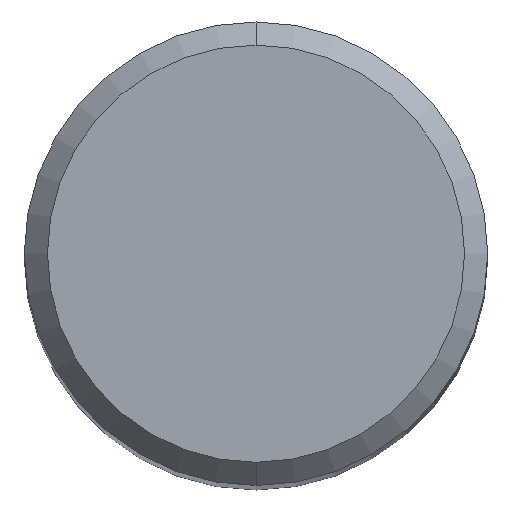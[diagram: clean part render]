
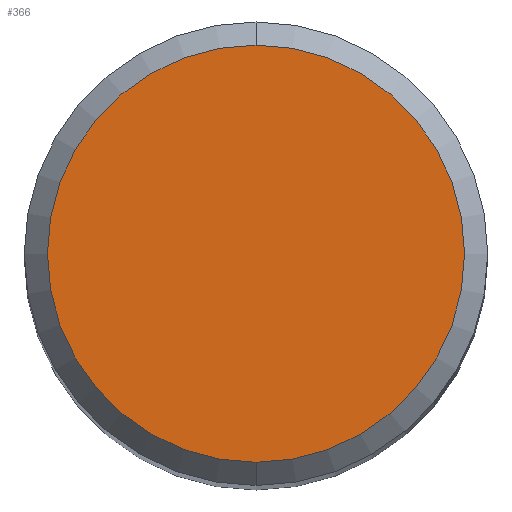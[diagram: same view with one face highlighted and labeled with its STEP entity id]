
A CAD part, top view. The second image highlights one B-rep face of the part: STEP entity #366.
In plain terms, the highlighted planar face has unit normal (0, 0, 1).
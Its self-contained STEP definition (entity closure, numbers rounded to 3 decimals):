
#314=EDGE_CURVE('',#820,#698,#880,.T.);
#328=EDGE_CURVE('',#698,#820,#895,.T.);
#366=ADVANCED_FACE('',(#935),#936,.T.);
#698=VERTEX_POINT('',#1299);
#820=VERTEX_POINT('',#1434);
#880=CIRCLE('',#1538,4.5);
#895=CIRCLE('',#1558,4.5);
#935=FACE_OUTER_BOUND('',#2313,.T.);
#936=PLANE('',#2314);
#1299=CARTESIAN_POINT('',(0.0,4.5,0.0));
#1434=CARTESIAN_POINT('',(0.,-4.5,0.0));
#1538=AXIS2_PLACEMENT_3D('',#6048,#6049,#6050);
#1558=AXIS2_PLACEMENT_3D('',#6065,#6066,#6067);
#2313=EDGE_LOOP('',(#6102,#6103));
#2314=AXIS2_PLACEMENT_3D('',#6104,#6105,#6106);
#6048=CARTESIAN_POINT('',(0.0,0.0,0.0));
#6049=DIRECTION('',(0.0,0.0,-1.0));
#6050=DIRECTION('',(0.0,1.0,0.0));
#6065=CARTESIAN_POINT('',(0.0,0.0,0.0));
#6066=DIRECTION('',(0.0,0.0,-1.0));
#6067=DIRECTION('',(0.0,1.0,0.0));
#6102=ORIENTED_EDGE('',*,*,#328,.F.);
#6103=ORIENTED_EDGE('',*,*,#314,.F.);
#6104=CARTESIAN_POINT('',(0.0,2.25,0.0));
#6105=DIRECTION('',(-0.0,0.0,1.0));
#6106=DIRECTION('',(0.0,-1.0,0.0));
